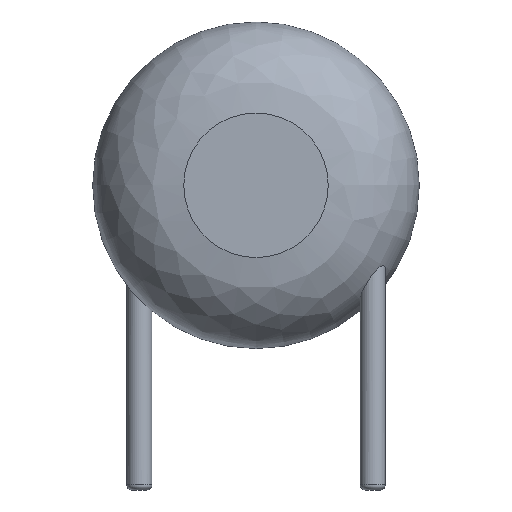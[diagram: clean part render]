
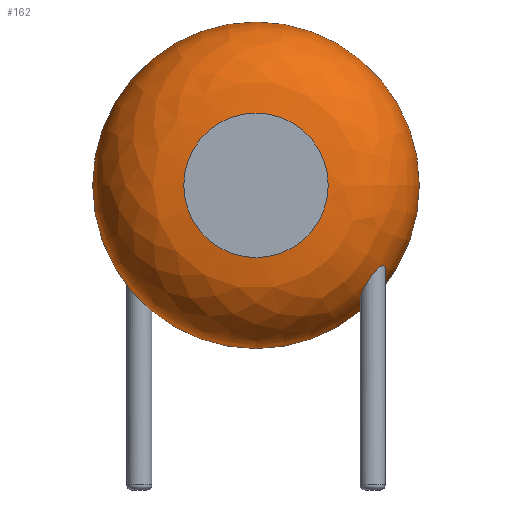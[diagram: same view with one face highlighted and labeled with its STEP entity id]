
A CAD part, front view. The second image highlights one B-rep face of the part: STEP entity #162.
In plain terms, the highlighted face is a revolution surface.
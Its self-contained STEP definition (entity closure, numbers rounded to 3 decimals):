
#24 = VERTEX_POINT('',#25);
#25 = CARTESIAN_POINT('',(6.,-0.949,3.53));
#31 = EDGE_CURVE('',#24,#24,#32,.T.);
#32 = CIRCLE('',#33,3.5);
#33 = AXIS2_PLACEMENT_3D('',#34,#35,#36);
#34 = CARTESIAN_POINT('',(2.5,-0.949,3.53));
#35 = DIRECTION('',(0.,-1.,0.));
#36 = DIRECTION('',(1.,0.,0.));
#162 = ADVANCED_FACE('',(#163,#183),#263,.T.);
#163 = FACE_BOUND('',#164,.T.);
#164 = EDGE_LOOP('',(#165,#166,#175,#182));
#165 = ORIENTED_EDGE('',*,*,#31,.T.);
#166 = ORIENTED_EDGE('',*,*,#167,.T.);
#167 = EDGE_CURVE('',#24,#168,#170,.T.);
#168 = VERTEX_POINT('',#169);
#169 = CARTESIAN_POINT('',(4.049,-2.9,3.53));
#170 = CIRCLE('',#171,1.951);
#171 = AXIS2_PLACEMENT_3D('',#172,#173,#174);
#172 = CARTESIAN_POINT('',(4.049,-0.949,3.53));
#173 = DIRECTION('',(0.,0.,-1.));
#174 = DIRECTION('',(1.,0.,0.));
#175 = ORIENTED_EDGE('',*,*,#176,.F.);
#176 = EDGE_CURVE('',#168,#168,#177,.T.);
#177 = CIRCLE('',#178,1.549);
#178 = AXIS2_PLACEMENT_3D('',#179,#180,#181);
#179 = CARTESIAN_POINT('',(2.5,-2.9,3.53));
#180 = DIRECTION('',(0.,-1.,0.));
#181 = DIRECTION('',(1.,0.,0.));
#182 = ORIENTED_EDGE('',*,*,#167,.F.);
#183 = FACE_BOUND('',#184,.T.);
#184 = EDGE_LOOP('',(#185,#204));
#185 = ORIENTED_EDGE('',*,*,#186,.T.);
#186 = EDGE_CURVE('',#187,#189,#191,.T.);
#187 = VERTEX_POINT('',#188);
#188 = CARTESIAN_POINT('',(5.27,-1.8,1.728));
#189 = VERTEX_POINT('',#190);
#190 = CARTESIAN_POINT('',(5.011,-1.53,1.221
));
#191 = B_SPLINE_CURVE_WITH_KNOTS('',6,(#192,#193,#194,#195,#196,#197,
#198,#199,#200,#201,#202,#203),.UNSPECIFIED.,.F.,.F.,(7,5,7),(
0.,0.532,1.),.UNSPECIFIED.);
#192 = CARTESIAN_POINT('',(5.27,-1.8,1.728));
#193 = CARTESIAN_POINT('',(5.27,-1.762,1.694));
#194 = CARTESIAN_POINT('',(5.263,-1.724,1.654
));
#195 = CARTESIAN_POINT('',(5.251,-1.689,1.609)
);
#196 = CARTESIAN_POINT('',(5.234,-1.657,1.563)
);
#197 = CARTESIAN_POINT('',(5.212,-1.629,1.515)
);
#198 = CARTESIAN_POINT('',(5.163,-1.583,1.425
));
#199 = CARTESIAN_POINT('',(5.137,-1.564,1.382)
);
#200 = CARTESIAN_POINT('',(5.109,-1.549,1.34
));
#201 = CARTESIAN_POINT('',(5.078,-1.538,1.298)
);
#202 = CARTESIAN_POINT('',(5.045,-1.532,1.258
));
#203 = CARTESIAN_POINT('',(5.011,-1.53,1.221
));
#204 = ORIENTED_EDGE('',*,*,#205,.T.);
#205 = EDGE_CURVE('',#189,#187,#206,.T.);
#206 = B_SPLINE_CURVE_WITH_KNOTS('',7,(#207,#208,#209,#210,#211,#212,
#213,#214,#215,#216,#217,#218,#219,#220,#221,#222,#223,#224,#225,
#226,#227,#228,#229,#230,#231,#232,#233,#234,#235,#236,#237,#238,
#239,#240,#241,#242,#243,#244,#245,#246,#247,#248,#249,#250,#251,
#252,#253,#254,#255,#256,#257,#258,#259,#260,#261,#262),
.UNSPECIFIED.,.F.,.F.,(8,6,6,6,6,6,6,6,6,8),(0.,0.138,
0.228,0.335,0.394,0.57,
0.741,0.862,0.946,1.),.UNSPECIFIED.);
#207 = CARTESIAN_POINT('',(5.011,-1.53,1.221
));
#208 = CARTESIAN_POINT('',(4.987,-1.529,1.194
));
#209 = CARTESIAN_POINT('',(4.961,-1.531,1.168
));
#210 = CARTESIAN_POINT('',(4.936,-1.535,1.143
));
#211 = CARTESIAN_POINT('',(4.911,-1.542,1.121
));
#212 = CARTESIAN_POINT('',(4.886,-1.553,1.102
));
#213 = CARTESIAN_POINT('',(4.862,-1.566,1.085
));
#214 = CARTESIAN_POINT('',(4.826,-1.593,1.063)
);
#215 = CARTESIAN_POINT('',(4.812,-1.604,1.056
));
#216 = CARTESIAN_POINT('',(4.8,-1.617,1.05
));
#217 = CARTESIAN_POINT('',(4.788,-1.631,1.046
));
#218 = CARTESIAN_POINT('',(4.777,-1.646,1.044
));
#219 = CARTESIAN_POINT('',(4.768,-1.661,1.043
));
#220 = CARTESIAN_POINT('',(4.75,-1.696,1.046
));
#221 = CARTESIAN_POINT('',(4.742,-1.716,1.05
));
#222 = CARTESIAN_POINT('',(4.736,-1.736,1.057
));
#223 = CARTESIAN_POINT('',(4.732,-1.757,1.065
));
#224 = CARTESIAN_POINT('',(4.73,-1.777,1.076
));
#225 = CARTESIAN_POINT('',(4.729,-1.797,1.089)
);
#226 = CARTESIAN_POINT('',(4.731,-1.828,1.111
));
#227 = CARTESIAN_POINT('',(4.732,-1.839,1.12
));
#228 = CARTESIAN_POINT('',(4.734,-1.849,1.129)
);
#229 = CARTESIAN_POINT('',(4.736,-1.86,1.138)
);
#230 = CARTESIAN_POINT('',(4.739,-1.87,1.148)
);
#231 = CARTESIAN_POINT('',(4.742,-1.88,1.159
));
#232 = CARTESIAN_POINT('',(4.756,-1.919,1.201
));
#233 = CARTESIAN_POINT('',(4.77,-1.946,1.237
));
#234 = CARTESIAN_POINT('',(4.787,-1.971,1.275
));
#235 = CARTESIAN_POINT('',(4.807,-1.993,1.315
));
#236 = CARTESIAN_POINT('',(4.828,-2.012,1.356
));
#237 = CARTESIAN_POINT('',(4.852,-2.028,1.398
));
#238 = CARTESIAN_POINT('',(4.903,-2.053,1.481
));
#239 = CARTESIAN_POINT('',(4.929,-2.063,1.523
));
#240 = CARTESIAN_POINT('',(4.957,-2.07,1.564
));
#241 = CARTESIAN_POINT('',(4.986,-2.073,1.604
));
#242 = CARTESIAN_POINT('',(5.015,-2.072,1.643)
);
#243 = CARTESIAN_POINT('',(5.045,-2.068,1.678
));
#244 = CARTESIAN_POINT('',(5.096,-2.053,1.733
));
#245 = CARTESIAN_POINT('',(5.117,-2.045,1.753
));
#246 = CARTESIAN_POINT('',(5.138,-2.035,1.771)
);
#247 = CARTESIAN_POINT('',(5.158,-2.022,1.786
));
#248 = CARTESIAN_POINT('',(5.176,-2.007,1.797
));
#249 = CARTESIAN_POINT('',(5.194,-1.99,1.804
));
#250 = CARTESIAN_POINT('',(5.22,-1.958,1.808
));
#251 = CARTESIAN_POINT('',(5.229,-1.944,1.808
));
#252 = CARTESIAN_POINT('',(5.238,-1.93,1.806)
);
#253 = CARTESIAN_POINT('',(5.245,-1.915,1.802
));
#254 = CARTESIAN_POINT('',(5.252,-1.9,1.796)
);
#255 = CARTESIAN_POINT('',(5.257,-1.885,1.788
));
#256 = CARTESIAN_POINT('',(5.264,-1.86,1.774
));
#257 = CARTESIAN_POINT('',(5.266,-1.85,1.767
));
#258 = CARTESIAN_POINT('',(5.267,-1.84,1.76
));
#259 = CARTESIAN_POINT('',(5.269,-1.83,1.753
));
#260 = CARTESIAN_POINT('',(5.27,-1.82,1.745)
);
#261 = CARTESIAN_POINT('',(5.27,-1.81,1.737));
#262 = CARTESIAN_POINT('',(5.27,-1.8,1.728));
#263 = SURFACE_OF_REVOLUTION('',#264,#277);
#264 = B_SPLINE_CURVE_WITH_KNOTS('',6,(#265,#266,#267,#268,#269,#270,
#271,#272,#273,#274,#275,#276),.UNSPECIFIED.,.F.,.F.,(7,5,7),(
0.,0.785,1.571),.UNSPECIFIED.);
#265 = CARTESIAN_POINT('',(6.,-0.949,3.53));
#266 = CARTESIAN_POINT('',(6.,-1.204,3.53));
#267 = CARTESIAN_POINT('',(5.96,-1.46,3.53));
#268 = CARTESIAN_POINT('',(5.88,-1.707,3.53));
#269 = CARTESIAN_POINT('',(5.761,-1.939,3.53));
#270 = CARTESIAN_POINT('',(5.609,-2.148,3.53));
#271 = CARTESIAN_POINT('',(5.248,-2.509,3.53));
#272 = CARTESIAN_POINT('',(5.039,-2.661,3.53));
#273 = CARTESIAN_POINT('',(4.807,-2.78,3.53));
#274 = CARTESIAN_POINT('',(4.56,-2.86,3.53));
#275 = CARTESIAN_POINT('',(4.304,-2.9,3.53));
#276 = CARTESIAN_POINT('',(4.049,-2.9,3.53));
#277 = AXIS1_PLACEMENT('',#278,#279);
#278 = CARTESIAN_POINT('',(2.5,-0.949,3.53));
#279 = DIRECTION('',(0.,-1.,0.));
